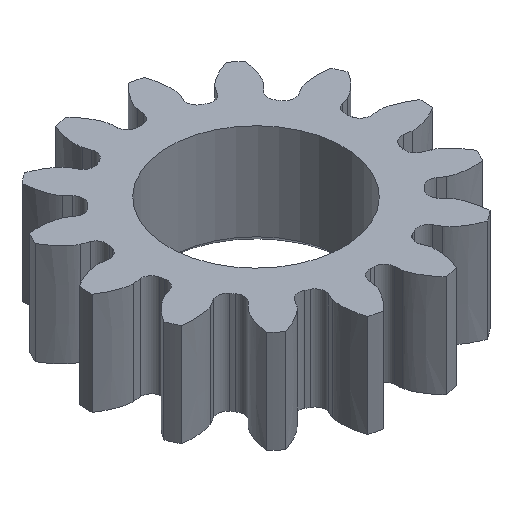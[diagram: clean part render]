
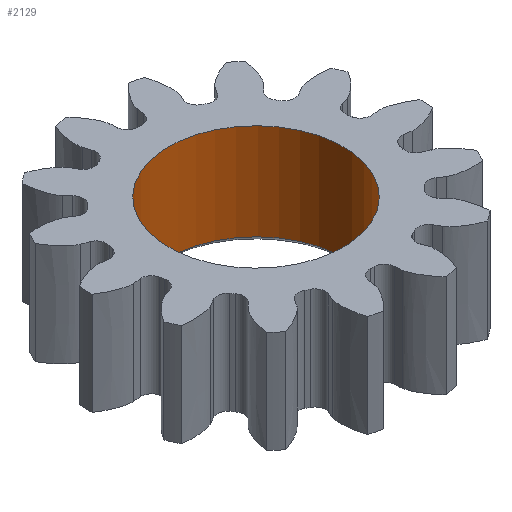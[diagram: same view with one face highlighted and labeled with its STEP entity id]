
A CAD part, isometric view. The second image highlights one B-rep face of the part: STEP entity #2129.
In plain terms, the highlighted cylindrical face has radius 4.263 mm (diameter 8.527 mm), a full revolution.
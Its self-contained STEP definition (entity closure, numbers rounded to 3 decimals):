
#44=CYLINDRICAL_SURFACE('',#2316,4.263);
#104=FACE_OUTER_BOUND('',#221,.T.);
#221=EDGE_LOOP('',(#1529,#1530,#1531,#1532));
#421=LINE('',#5341,#591);
#591=VECTOR('',#2609,4.343);
#789=CIRCLE('',#2315,4.263);
#790=CIRCLE('',#2317,4.263);
#960=VERTEX_POINT('',#5337);
#961=VERTEX_POINT('',#5340);
#1187=EDGE_CURVE('',#960,#960,#789,.T.);
#1188=EDGE_CURVE('',#960,#961,#421,.T.);
#1189=EDGE_CURVE('',#961,#961,#790,.T.);
#1529=ORIENTED_EDGE('',*,*,#1187,.T.);
#1530=ORIENTED_EDGE('',*,*,#1188,.T.);
#1531=ORIENTED_EDGE('',*,*,#1189,.F.);
#1532=ORIENTED_EDGE('',*,*,#1188,.F.);
#2129=ADVANCED_FACE('',(#104),#44,.F.);
#2315=AXIS2_PLACEMENT_3D('',#5338,#2605,#2606);
#2316=AXIS2_PLACEMENT_3D('',#5339,#2607,#2608);
#2317=AXIS2_PLACEMENT_3D('',#5342,#2610,#2611);
#2605=DIRECTION('center_axis',(0.,0.,
1.));
#2606=DIRECTION('ref_axis',(0.912,0.41,0.));
#2607=DIRECTION('center_axis',(0.,0.,
1.));
#2608=DIRECTION('ref_axis',(0.912,0.41,0.));
#2609=DIRECTION('',(0.,0.,-1.));
#2610=DIRECTION('center_axis',(0.,0.,
1.));
#2611=DIRECTION('ref_axis',(0.912,0.41,0.));
#5337=CARTESIAN_POINT('',(-3.876,-1.839,5.));
#5338=CARTESIAN_POINT('Origin',(0.013,-0.091,
5.));
#5339=CARTESIAN_POINT('Origin',(0.013,-0.091,
0.));
#5340=CARTESIAN_POINT('',(-3.876,-1.839,0.3));
#5341=CARTESIAN_POINT('',(-3.876,-1.839,0.));
#5342=CARTESIAN_POINT('Origin',(0.013,-0.091,
0.3));
